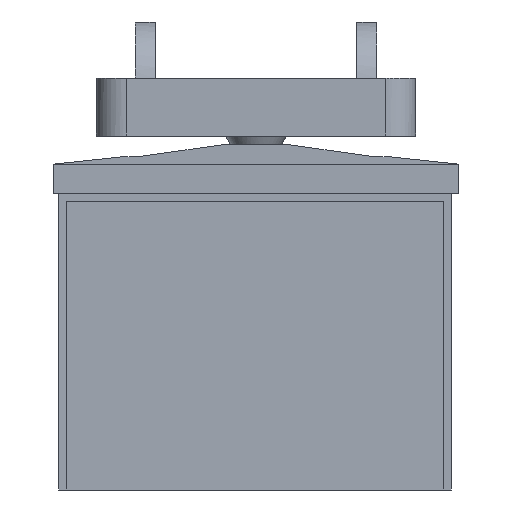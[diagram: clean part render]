
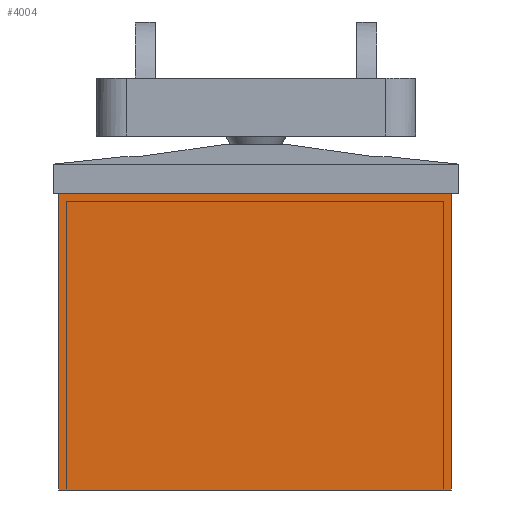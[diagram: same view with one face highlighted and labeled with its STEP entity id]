
A CAD part, left-side view. The second image highlights one B-rep face of the part: STEP entity #4004.
In plain terms, the highlighted planar face has unit normal (-1, 0, 0).
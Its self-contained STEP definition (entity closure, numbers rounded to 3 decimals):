
#7 = CARTESIAN_POINT ( 'NONE',  ( -15350., -1319.2, -1826.667 ) ) ;
#98 = EDGE_LOOP ( 'NONE', ( #2047, #3844, #2660, #4614 ) ) ;
#828 = CARTESIAN_POINT ( 'NONE',  ( -15350., -1319.2, -3160. ) ) ;
#850 = EDGE_CURVE ( 'NONE', #5342, #2395, #2441, .T. ) ;
#909 = CARTESIAN_POINT ( 'NONE',  ( -15350., 1330.8, -1826.667 ) ) ;
#1209 = VERTEX_POINT ( 'NONE', #3424 ) ;
#1287 = CARTESIAN_POINT ( 'NONE',  ( -15350., 1330.8, -3160. ) ) ;
#1323 = CARTESIAN_POINT ( 'NONE',  ( -15350., -1319.2, -1160. ) ) ;
#1631 = EDGE_CURVE ( 'NONE', #1209, #2103, #5630, .T. ) ;
#2047 = ORIENTED_EDGE ( 'NONE', *, *, #1631, .T. ) ;
#2103 = VERTEX_POINT ( 'NONE', #4402 ) ;
#2235 = CARTESIAN_POINT ( 'NONE',  ( -15350., 1330.8, -2493.333 ) ) ;
#2263 = CARTESIAN_POINT ( 'NONE',  ( -15350., 1330.8, -3160. ) ) ;
#2283 = CARTESIAN_POINT ( 'NONE',  ( -15350., 447.467, -1160. ) ) ;
#2354 = B_SPLINE_CURVE_WITH_KNOTS ( 'NONE', 3,
 ( #1323, #7, #4838, #2539 ),
 .UNSPECIFIED., .F., .F.,
 ( 4, 4 ),
 ( 0., 1. ),
 .UNSPECIFIED. ) ;
#2395 = VERTEX_POINT ( 'NONE', #3982 ) ;
#2441 = B_SPLINE_CURVE_WITH_KNOTS ( 'NONE', 3,
 ( #3031, #2283, #3090, #5333 ),
 .UNSPECIFIED., .F., .F.,
 ( 4, 4 ),
 ( 0., 1. ),
 .UNSPECIFIED. ) ;
#2539 = CARTESIAN_POINT ( 'NONE',  ( -15350., -1319.2, -3160. ) ) ;
#2593 = CARTESIAN_POINT ( 'NONE',  ( -15350., -435.867, -3160. ) ) ;
#2660 = ORIENTED_EDGE ( 'NONE', *, *, #850, .F. ) ;
#2757 = B_SPLINE_CURVE_WITH_KNOTS ( 'NONE', 3,
 ( #3072, #909, #2235, #2263 ),
 .UNSPECIFIED., .F., .F.,
 ( 4, 4 ),
 ( 0., 1. ),
 .UNSPECIFIED. ) ;
#2816 = EDGE_CURVE ( 'NONE', #2395, #2103, #2354, .T. ) ;
#2949 = FACE_OUTER_BOUND ( 'NONE', #98, .T. ) ;
#3008 = DIRECTION ( 'NONE',  ( -1., 0., 0. ) ) ;
#3009 = EDGE_CURVE ( 'NONE', #5342, #1209, #2757, .T. ) ;
#3031 = CARTESIAN_POINT ( 'NONE',  ( -15350., 1330.8, -1160. ) ) ;
#3072 = CARTESIAN_POINT ( 'NONE',  ( -15350., 1330.8, -1160. ) ) ;
#3090 = CARTESIAN_POINT ( 'NONE',  ( -15350., -435.867, -1160. ) ) ;
#3112 = AXIS2_PLACEMENT_3D ( 'NONE', #1287, #3008, #3887 ) ;
#3424 = CARTESIAN_POINT ( 'NONE',  ( -15350., 1330.8, -3160. ) ) ;
#3844 = ORIENTED_EDGE ( 'NONE', *, *, #2816, .F. ) ;
#3887 = DIRECTION ( 'NONE',  ( 0., 0., -1. ) ) ;
#3982 = CARTESIAN_POINT ( 'NONE',  ( -15350., -1319.2, -1160. ) ) ;
#4004 = ADVANCED_FACE ( 'NONE', ( #2949 ), #4698, .T. ) ;
#4402 = CARTESIAN_POINT ( 'NONE',  ( -15350., -1319.2, -3160. ) ) ;
#4614 = ORIENTED_EDGE ( 'NONE', *, *, #3009, .T. ) ;
#4698 = PLANE ( 'NONE',  #3112 ) ;
#4807 = CARTESIAN_POINT ( 'NONE',  ( -15350., 447.467, -3160. ) ) ;
#4838 = CARTESIAN_POINT ( 'NONE',  ( -15350., -1319.2, -2493.333 ) ) ;
#5184 = CARTESIAN_POINT ( 'NONE',  ( -15350., 1330.8, -3160. ) ) ;
#5190 = CARTESIAN_POINT ( 'NONE',  ( -15350., 1330.8, -1160. ) ) ;
#5333 = CARTESIAN_POINT ( 'NONE',  ( -15350., -1319.2, -1160. ) ) ;
#5342 = VERTEX_POINT ( 'NONE', #5190 ) ;
#5630 = B_SPLINE_CURVE_WITH_KNOTS ( 'NONE', 3,
 ( #5184, #4807, #2593, #828 ),
 .UNSPECIFIED., .F., .F.,
 ( 4, 4 ),
 ( 0., 1. ),
 .UNSPECIFIED. ) ;
